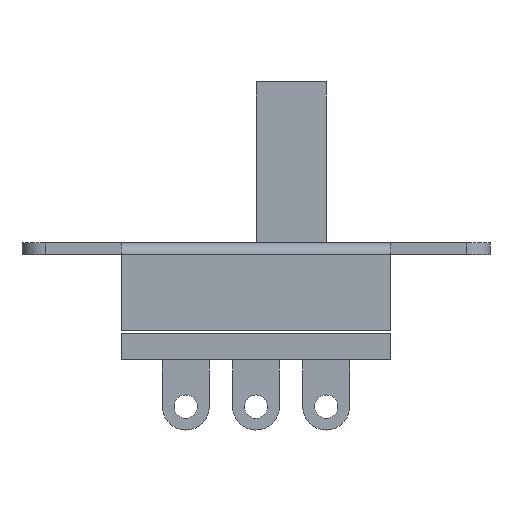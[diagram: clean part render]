
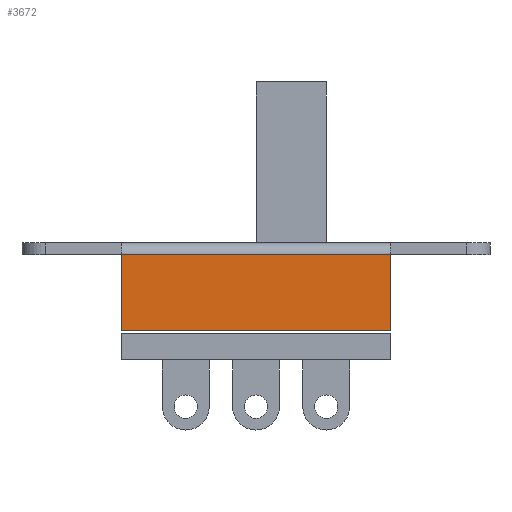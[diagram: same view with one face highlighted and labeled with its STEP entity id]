
A CAD part, front view. The second image highlights one B-rep face of the part: STEP entity #3672.
In plain terms, the highlighted planar face has unit normal (0, -1, 0).
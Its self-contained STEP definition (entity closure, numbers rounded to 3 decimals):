
#2492 = CYLINDRICAL_SURFACE('',#2493,0.5);
#2493 = AXIS2_PLACEMENT_3D('',#2494,#2495,#2496);
#2494 = CARTESIAN_POINT('',(10.,-2.25,3.25));
#2495 = DIRECTION('',(-1.,0.,0.));
#2496 = DIRECTION('',(-0.,0.,-1.));
#3004 = PLANE('',#3005);
#3005 = AXIS2_PLACEMENT_3D('',#3006,#3007,#3008);
#3006 = CARTESIAN_POINT('',(-5.75,-3.25,3.75));
#3007 = DIRECTION('',(-1.,-0.,-0.));
#3008 = DIRECTION('',(0.,-1.,0.));
#3064 = PLANE('',#3065);
#3065 = AXIS2_PLACEMENT_3D('',#3066,#3067,#3068);
#3066 = CARTESIAN_POINT('',(-10.,2.25,0.));
#3067 = DIRECTION('',(0.,0.,1.));
#3068 = DIRECTION('',(1.,0.,0.));
#3090 = PLANE('',#3091);
#3091 = AXIS2_PLACEMENT_3D('',#3092,#3093,#3094);
#3092 = CARTESIAN_POINT('',(5.75,-3.25,3.75));
#3093 = DIRECTION('',(1.,0.,0.));
#3094 = DIRECTION('',(0.,1.,0.));
#3468 = VERTEX_POINT('',#3469);
#3469 = CARTESIAN_POINT('',(-5.75,-2.75,3.25));
#3491 = EDGE_CURVE('',#3492,#3468,#3494,.T.);
#3492 = VERTEX_POINT('',#3493);
#3493 = CARTESIAN_POINT('',(5.75,-2.75,3.25));
#3494 = SURFACE_CURVE('',#3495,(#3499,#3506),.PCURVE_S1.);
#3495 = LINE('',#3496,#3497);
#3496 = CARTESIAN_POINT('',(10.,-2.75,3.25));
#3497 = VECTOR('',#3498,1.);
#3498 = DIRECTION('',(-1.,0.,0.));
#3499 = PCURVE('',#2492,#3500);
#3500 = DEFINITIONAL_REPRESENTATION('',(#3501),#3505);
#3501 = LINE('',#3502,#3503);
#3502 = CARTESIAN_POINT('',(1.571,0.));
#3503 = VECTOR('',#3504,1.);
#3504 = DIRECTION('',(0.,1.));
#3505 = ( GEOMETRIC_REPRESENTATION_CONTEXT(2) 
PARAMETRIC_REPRESENTATION_CONTEXT() REPRESENTATION_CONTEXT('2D SPACE',''
  ) );
#3506 = PCURVE('',#3507,#3512);
#3507 = PLANE('',#3508);
#3508 = AXIS2_PLACEMENT_3D('',#3509,#3510,#3511);
#3509 = CARTESIAN_POINT('',(10.,-2.75,0.));
#3510 = DIRECTION('',(0.,-1.,0.));
#3511 = DIRECTION('',(-1.,0.,0.));
#3512 = DEFINITIONAL_REPRESENTATION('',(#3513),#3517);
#3513 = LINE('',#3514,#3515);
#3514 = CARTESIAN_POINT('',(0.,-3.25));
#3515 = VECTOR('',#3516,1.);
#3516 = DIRECTION('',(1.,0.));
#3517 = ( GEOMETRIC_REPRESENTATION_CONTEXT(2) 
PARAMETRIC_REPRESENTATION_CONTEXT() REPRESENTATION_CONTEXT('2D SPACE',''
  ) );
#3557 = EDGE_CURVE('',#3558,#3468,#3560,.T.);
#3558 = VERTEX_POINT('',#3559);
#3559 = CARTESIAN_POINT('',(-5.75,-2.75,0.));
#3560 = SURFACE_CURVE('',#3561,(#3565,#3571),.PCURVE_S1.);
#3561 = LINE('',#3562,#3563);
#3562 = CARTESIAN_POINT('',(-5.75,-2.75,1.875));
#3563 = VECTOR('',#3564,1.);
#3564 = DIRECTION('',(0.,0.,1.));
#3565 = PCURVE('',#3004,#3566);
#3566 = DEFINITIONAL_REPRESENTATION('',(#3567),#3570);
#3567 = B_SPLINE_CURVE_WITH_KNOTS('',1,(#3568,#3569),.UNSPECIFIED.,.F.,
  .F.,(2,2),(-1.875,1.375),.PIECEWISE_BEZIER_KNOTS.);
#3568 = CARTESIAN_POINT('',(-0.5,-3.75));
#3569 = CARTESIAN_POINT('',(-0.5,-0.5));
#3570 = ( GEOMETRIC_REPRESENTATION_CONTEXT(2) 
PARAMETRIC_REPRESENTATION_CONTEXT() REPRESENTATION_CONTEXT('2D SPACE',''
  ) );
#3571 = PCURVE('',#3507,#3572);
#3572 = DEFINITIONAL_REPRESENTATION('',(#3573),#3576);
#3573 = B_SPLINE_CURVE_WITH_KNOTS('',1,(#3574,#3575),.UNSPECIFIED.,.F.,
  .F.,(2,2),(-1.875,1.375),.PIECEWISE_BEZIER_KNOTS.);
#3574 = CARTESIAN_POINT('',(15.75,0.));
#3575 = CARTESIAN_POINT('',(15.75,-3.25));
#3576 = ( GEOMETRIC_REPRESENTATION_CONTEXT(2) 
PARAMETRIC_REPRESENTATION_CONTEXT() REPRESENTATION_CONTEXT('2D SPACE',''
  ) );
#3604 = EDGE_CURVE('',#3605,#3558,#3607,.T.);
#3605 = VERTEX_POINT('',#3606);
#3606 = CARTESIAN_POINT('',(5.75,-2.75,0.));
#3607 = SURFACE_CURVE('',#3608,(#3612,#3619),.PCURVE_S1.);
#3608 = LINE('',#3609,#3610);
#3609 = CARTESIAN_POINT('',(10.,-2.75,0.));
#3610 = VECTOR('',#3611,1.);
#3611 = DIRECTION('',(-1.,0.,0.));
#3612 = PCURVE('',#3064,#3613);
#3613 = DEFINITIONAL_REPRESENTATION('',(#3614),#3618);
#3614 = LINE('',#3615,#3616);
#3615 = CARTESIAN_POINT('',(20.,-5.));
#3616 = VECTOR('',#3617,1.);
#3617 = DIRECTION('',(-1.,0.));
#3618 = ( GEOMETRIC_REPRESENTATION_CONTEXT(2) 
PARAMETRIC_REPRESENTATION_CONTEXT() REPRESENTATION_CONTEXT('2D SPACE',''
  ) );
#3619 = PCURVE('',#3507,#3620);
#3620 = DEFINITIONAL_REPRESENTATION('',(#3621),#3625);
#3621 = LINE('',#3622,#3623);
#3622 = CARTESIAN_POINT('',(0.,-0.));
#3623 = VECTOR('',#3624,1.);
#3624 = DIRECTION('',(1.,0.));
#3625 = ( GEOMETRIC_REPRESENTATION_CONTEXT(2) 
PARAMETRIC_REPRESENTATION_CONTEXT() REPRESENTATION_CONTEXT('2D SPACE',''
  ) );
#3650 = EDGE_CURVE('',#3605,#3492,#3651,.T.);
#3651 = SURFACE_CURVE('',#3652,(#3656,#3662),.PCURVE_S1.);
#3652 = LINE('',#3653,#3654);
#3653 = CARTESIAN_POINT('',(5.75,-2.75,1.875));
#3654 = VECTOR('',#3655,1.);
#3655 = DIRECTION('',(0.,0.,1.));
#3656 = PCURVE('',#3090,#3657);
#3657 = DEFINITIONAL_REPRESENTATION('',(#3658),#3661);
#3658 = B_SPLINE_CURVE_WITH_KNOTS('',1,(#3659,#3660),.UNSPECIFIED.,.F.,
  .F.,(2,2),(-1.875,1.375),.PIECEWISE_BEZIER_KNOTS.);
#3659 = CARTESIAN_POINT('',(0.5,-3.75));
#3660 = CARTESIAN_POINT('',(0.5,-0.5));
#3661 = ( GEOMETRIC_REPRESENTATION_CONTEXT(2) 
PARAMETRIC_REPRESENTATION_CONTEXT() REPRESENTATION_CONTEXT('2D SPACE',''
  ) );
#3662 = PCURVE('',#3507,#3663);
#3663 = DEFINITIONAL_REPRESENTATION('',(#3664),#3667);
#3664 = B_SPLINE_CURVE_WITH_KNOTS('',1,(#3665,#3666),.UNSPECIFIED.,.F.,
  .F.,(2,2),(-1.875,1.375),.PIECEWISE_BEZIER_KNOTS.);
#3665 = CARTESIAN_POINT('',(4.25,0.));
#3666 = CARTESIAN_POINT('',(4.25,-3.25));
#3667 = ( GEOMETRIC_REPRESENTATION_CONTEXT(2) 
PARAMETRIC_REPRESENTATION_CONTEXT() REPRESENTATION_CONTEXT('2D SPACE',''
  ) );
#3672 = ADVANCED_FACE('',(#3673),#3507,.T.);
#3673 = FACE_BOUND('',#3674,.T.);
#3674 = EDGE_LOOP('',(#3675,#3676,#3677,#3678));
#3675 = ORIENTED_EDGE('',*,*,#3557,.F.);
#3676 = ORIENTED_EDGE('',*,*,#3604,.F.);
#3677 = ORIENTED_EDGE('',*,*,#3650,.T.);
#3678 = ORIENTED_EDGE('',*,*,#3491,.T.);
